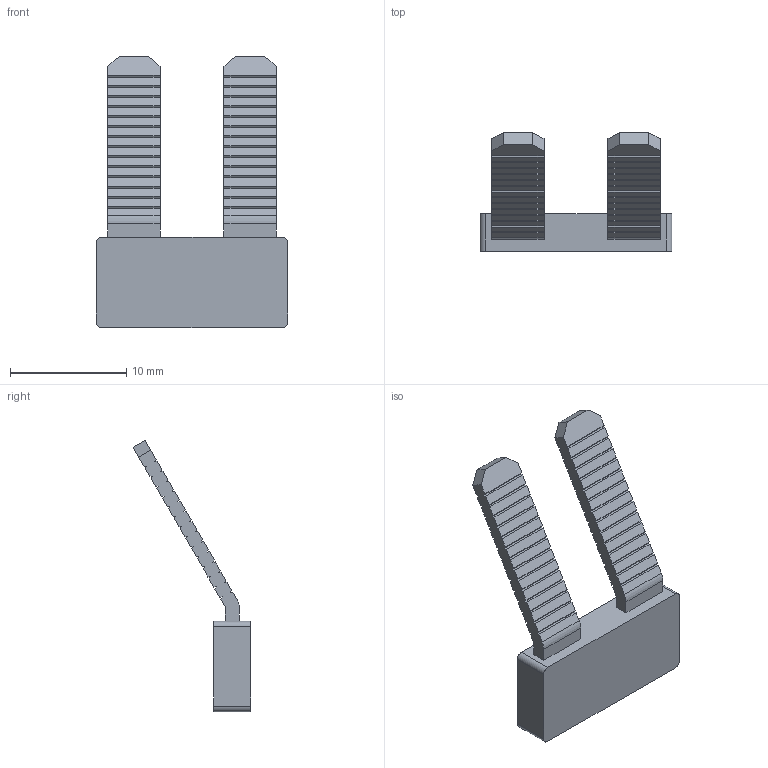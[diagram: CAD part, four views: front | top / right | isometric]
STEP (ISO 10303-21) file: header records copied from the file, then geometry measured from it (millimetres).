
FILE_DESCRIPTION (( 'STEP AP203' ), '1' );
FILE_NAME ('CA718_2.STEP', '2025-03-17T18:16:10', ( '' ), ( '' ), 'SwSTEP 2.0', 'SolidWorks 2022', '' );
FILE_SCHEMA (( 'CONFIG_CONTROL_DESIGN' ));
Length unit declared in the file: millimetre
Products named in the file (1): CA718_2
Bounding box: 16.5 x 10.15 x 23.37 mm (x, y, z)
Volume: 591.5 mm3; surface area: 864.7 mm2
Topology: 1 solids, 2 shells, 205 faces, 597 edges, 398 vertices
Faces by surface type: plane 196, cylinder 9
Entity records: 6724 total; most frequent: CARTESIAN_POINT 1201, ORIENTED_EDGE 1194, DIRECTION 1027, EDGE_CURVE 597, LINE 579, VECTOR 579, VERTEX_POINT 398, AXIS2_PLACEMENT_3D 224
